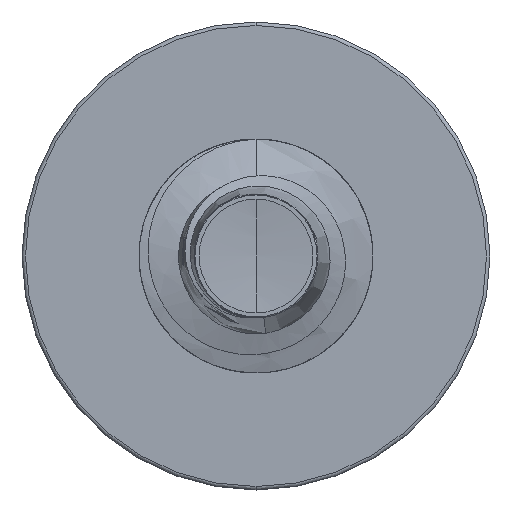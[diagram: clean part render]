
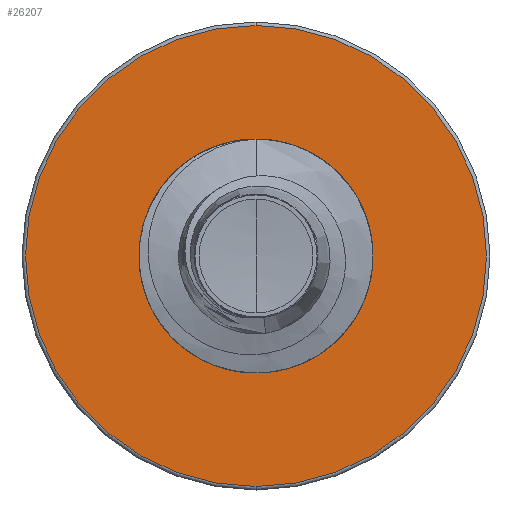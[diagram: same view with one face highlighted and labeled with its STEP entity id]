
A CAD part, front view. The second image highlights one B-rep face of the part: STEP entity #26207.
In plain terms, the highlighted planar face has unit normal (0, -1, 0).
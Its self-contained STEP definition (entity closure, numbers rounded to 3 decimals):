
#266 = CIRCLE ( 'NONE', #17686, 3.694 ) ;
#458 = AXIS2_PLACEMENT_3D ( 'NONE', #14962, #27120, #19208 ) ;
#1397 = DIRECTION ( 'NONE',  ( 0., 1., 0. ) ) ;
#2568 = DIRECTION ( 'NONE',  ( 0., 1., 0. ) ) ;
#3138 = AXIS2_PLACEMENT_3D ( 'NONE', #24205, #11532, #26277 ) ;
#4147 = CIRCLE ( 'NONE', #12747, 7.88 ) ;
#4514 = ORIENTED_EDGE ( 'NONE', *, *, #20768, .F. ) ;
#4877 = CARTESIAN_POINT ( 'NONE',  ( 0., 40., -7.88 ) ) ;
#6194 = FACE_BOUND ( 'NONE', #17012, .T. ) ;
#6550 = CARTESIAN_POINT ( 'NONE',  ( 0., 40., 0. ) ) ;
#6969 = EDGE_CURVE ( 'NONE', #17853, #11201, #266, .T. ) ;
#8760 = DIRECTION ( 'NONE',  ( 0., 0., 1. ) ) ;
#10905 = VERTEX_POINT ( 'NONE', #4877 ) ;
#11201 = VERTEX_POINT ( 'NONE', #20388 ) ;
#11532 = DIRECTION ( 'NONE',  ( 0., 1., 0. ) ) ;
#12747 = AXIS2_PLACEMENT_3D ( 'NONE', #14498, #1397, #16634 ) ;
#12874 = CIRCLE ( 'NONE', #3138, 3.694 ) ;
#12914 = ORIENTED_EDGE ( 'NONE', *, *, #6969, .T. ) ;
#14498 = CARTESIAN_POINT ( 'NONE',  ( 0., 40., 0. ) ) ;
#14962 = CARTESIAN_POINT ( 'NONE',  ( 0., 40., -3.694 ) ) ;
#14979 = CIRCLE ( 'NONE', #21387, 7.88 ) ;
#15551 = EDGE_CURVE ( 'NONE', #11201, #17853, #12874, .T. ) ;
#15648 = CARTESIAN_POINT ( 'NONE',  ( 0., 40., 0. ) ) ;
#16634 = DIRECTION ( 'NONE',  ( 0., 0., 1. ) ) ;
#16901 = VERTEX_POINT ( 'NONE', #18522 ) ;
#17012 = EDGE_LOOP ( 'NONE', ( #12914, #23138 ) ) ;
#17097 = PLANE ( 'NONE',  #458 ) ;
#17686 = AXIS2_PLACEMENT_3D ( 'NONE', #6550, #21539, #8760 ) ;
#17760 = DIRECTION ( 'NONE',  ( 0., 0., 1. ) ) ;
#17853 = VERTEX_POINT ( 'NONE', #27764 ) ;
#18025 = ORIENTED_EDGE ( 'NONE', *, *, #25512, .F. ) ;
#18522 = CARTESIAN_POINT ( 'NONE',  ( 0., 40., 7.88 ) ) ;
#18966 = FACE_OUTER_BOUND ( 'NONE', #20051, .T. ) ;
#19208 = DIRECTION ( 'NONE',  ( 0., 0., 1. ) ) ;
#20051 = EDGE_LOOP ( 'NONE', ( #18025, #4514 ) ) ;
#20388 = CARTESIAN_POINT ( 'NONE',  ( 0., 40., -3.694 ) ) ;
#20768 = EDGE_CURVE ( 'NONE', #10905, #16901, #14979, .T. ) ;
#21387 = AXIS2_PLACEMENT_3D ( 'NONE', #15648, #2568, #17760 ) ;
#21539 = DIRECTION ( 'NONE',  ( 0., 1., 0. ) ) ;
#23138 = ORIENTED_EDGE ( 'NONE', *, *, #15551, .T. ) ;
#24205 = CARTESIAN_POINT ( 'NONE',  ( 0., 40., 0. ) ) ;
#25512 = EDGE_CURVE ( 'NONE', #16901, #10905, #4147, .T. ) ;
#26207 = ADVANCED_FACE ( 'NONE', ( #18966, #6194 ), #17097, .F. ) ;
#26277 = DIRECTION ( 'NONE',  ( 0., 0., 1. ) ) ;
#27120 = DIRECTION ( 'NONE',  ( 0., 1., 0. ) ) ;
#27764 = CARTESIAN_POINT ( 'NONE',  ( 0., 40., 3.694 ) ) ;
